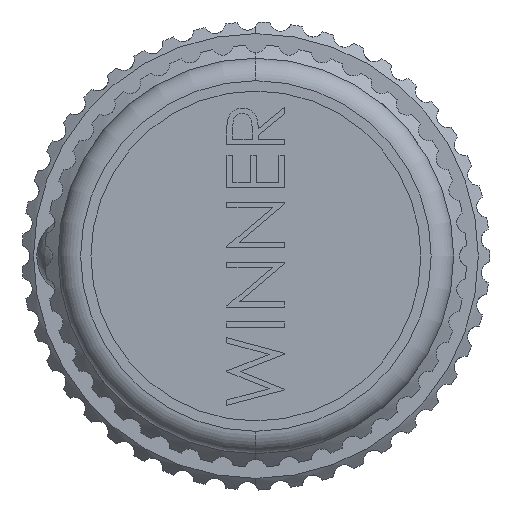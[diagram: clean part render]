
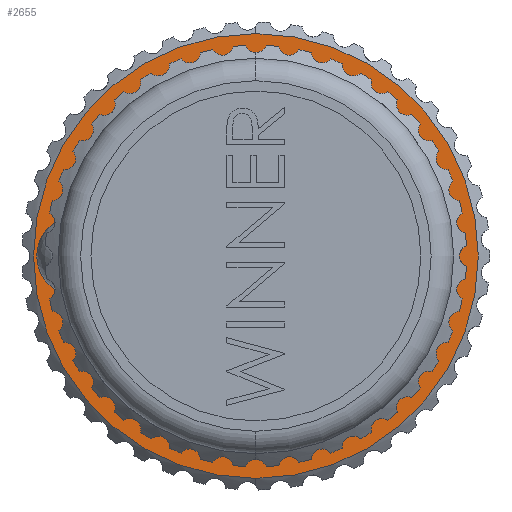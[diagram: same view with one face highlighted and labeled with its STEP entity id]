
A CAD part, left-side view. The second image highlights one B-rep face of the part: STEP entity #2655.
In plain terms, the highlighted planar face has unit normal (-1, 0, 0).
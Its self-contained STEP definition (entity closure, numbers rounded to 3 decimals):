
#65 = CARTESIAN_POINT ( 'NONE',  ( -61.2, 3.868, -2.055 ) ) ;
#513 = AXIS2_PLACEMENT_3D ( 'NONE', #17804, #19785, #8003 ) ;
#1180 = CARTESIAN_POINT ( 'NONE',  ( -61.2, -4.606, -0.063 ) ) ;
#1264 = CARTESIAN_POINT ( 'NONE',  ( -61.2, -1.311, 4.01 ) ) ;
#1918 = CARTESIAN_POINT ( 'NONE',  ( -61.2, 3.651, -2.469 ) ) ;
#2169 = CARTESIAN_POINT ( 'NONE',  ( -61.2, 2.42, 3.153 ) ) ;
#2519 = VERTEX_POINT ( 'NONE', #8459 ) ;
#2546 = CIRCLE ( 'NONE', #513, 4.7 ) ;
#2655 = ADVANCED_FACE ( 'NONE', ( #7280, #4782 ), #13008, .F. ) ;
#3236 = CARTESIAN_POINT ( 'NONE',  ( -61.2, -4.558, -1. ) ) ;
#3319 = CARTESIAN_POINT ( 'NONE',  ( -61.2, -2.589, 3.455 ) ) ;
#3403 = CARTESIAN_POINT ( 'NONE',  ( -61.2, 0.539, 4.058 ) ) ;
#3426 = EDGE_CURVE ( 'NONE', #7222, #25158, #13414, .T. ) ;
#3489 = CARTESIAN_POINT ( 'NONE',  ( -61.2, -0.157, 4.137 ) ) ;
#3493 = CARTESIAN_POINT ( 'NONE',  ( -61.2, 0.684, -4.601 ) ) ;
#3638 = EDGE_CURVE ( 'NONE', #2519, #9578, #20805, .T. ) ;
#3857 = DIRECTION ( 'NONE',  ( -1., 0., 0. ) ) ;
#3899 = CARTESIAN_POINT ( 'NONE',  ( -61.2, 4.16, -1.162 ) ) ;
#4065 = CARTESIAN_POINT ( 'NONE',  ( -61.2, 3.959, -1.84 ) ) ;
#4152 = CARTESIAN_POINT ( 'NONE',  ( -61.2, 4.23, -0.699 ) ) ;
#4305 = EDGE_CURVE ( 'NONE', #25158, #21615, #12086, .T. ) ;
#4782 = FACE_BOUND ( 'NONE', #22280, .T. ) ;
#5197 = CARTESIAN_POINT ( 'NONE',  ( -61.2, -1.539, 3.946 ) ) ;
#5455 = CARTESIAN_POINT ( 'NONE',  ( -61.2, -3.762, 2.328 ) ) ;
#5806 = CARTESIAN_POINT ( 'NONE',  ( -61.2, 3.527, -2.669 ) ) ;
#5882 = CARTESIAN_POINT ( 'NONE',  ( -61.2, 3.805, 1.585 ) ) ;
#6056 = CARTESIAN_POINT ( 'NONE',  ( -61.2, 4.246, -0.466 ) ) ;
#6133 = CARTESIAN_POINT ( 'NONE',  ( -61.2, 4.106, -1.393 ) ) ;
#7110 = CARTESIAN_POINT ( 'NONE',  ( -61.2, -4.011, 1.933 ) ) ;
#7132 = DIRECTION ( 'NONE',  ( 1., 0., 0. ) ) ;
#7222 = VERTEX_POINT ( 'NONE', #14304 ) ;
#7280 = FACE_OUTER_BOUND ( 'NONE', #23662, .T. ) ;
#7702 = CARTESIAN_POINT ( 'NONE',  ( -61.2, -0.245, -4.694 ) ) ;
#7790 = CARTESIAN_POINT ( 'NONE',  ( -61.2, 4.128, 0.701 ) ) ;
#7873 = CARTESIAN_POINT ( 'NONE',  ( -61.2, 2.214, 3.271 ) ) ;
#7962 = CARTESIAN_POINT ( 'NONE',  ( -61.2, 4.214, 0.241 ) ) ;
#8003 = DIRECTION ( 'NONE',  ( 0., 0., -1. ) ) ;
#8406 = AXIS2_PLACEMENT_3D ( 'NONE', #18843, #7132, #24642 ) ;
#8459 = CARTESIAN_POINT ( 'NONE',  ( -61.2, 0., -15.3 ) ) ;
#8720 = ORIENTED_EDGE ( 'NONE', *, *, #4305, .T. ) ;
#9267 = CARTESIAN_POINT ( 'NONE',  ( -61.2, 1.209, 3.86 ) ) ;
#9558 = DIRECTION ( 'NONE',  ( 0., 0., 1. ) ) ;
#9578 = VERTEX_POINT ( 'NONE', #19859 ) ;
#10568 = AXIS2_PLACEMENT_3D ( 'NONE', #19365, #3857, #9558 ) ;
#10617 = CARTESIAN_POINT ( 'NONE',  ( -61.2, -4.465, -1.454 ) ) ;
#10975 = ORIENTED_EDGE ( 'NONE', *, *, #21360, .T. ) ;
#11081 = CARTESIAN_POINT ( 'NONE',  ( -61.2, -3.313, 2.866 ) ) ;
#11165 = CARTESIAN_POINT ( 'NONE',  ( -61.2, 0.765, 4.006 ) ) ;
#11257 = CARTESIAN_POINT ( 'NONE',  ( -61.2, -3.621, 2.518 ) ) ;
#11342 = CARTESIAN_POINT ( 'NONE',  ( -61.2, 1.426, 3.766 ) ) ;
#11679 = CARTESIAN_POINT ( 'NONE',  ( -61.2, -0.011, -4.692 ) ) ;
#11765 = CARTESIAN_POINT ( 'NONE',  ( -61.2, 1.586, -4.329 ) ) ;
#12012 = CARTESIAN_POINT ( 'NONE',  ( -61.2, 3.905, 1.368 ) ) ;
#12086 = B_SPLINE_CURVE_WITH_KNOTS ( 'NONE', 3,
 ( #22922, #24800, #17006, #11342, #9267, #11165, #3403, #17174, #3489, #24715, #15289, #1264, #5197, #17250, #15129, #3319, #15048, #18909, #11081, #11257, #5455, #7110, #19235, #12988, #20884, #21227, #1180, #3236, #10617, #24344 ),
 .UNSPECIFIED., .F., .F.,
 ( 4, 2, 2, 2, 2, 2, 2, 2, 2, 2, 2, 2, 2, 2, 4 ),
 ( 0., 0.001, 0.001, 0.002, 0.003, 0.003, 0.004, 0.005, 0.006, 0.006, 0.007, 0.008, 0.008, 0.01, 0.011 ),
 .UNSPECIFIED. ) ;
#12988 = CARTESIAN_POINT ( 'NONE',  ( -61.2, -4.304, 1.301 ) ) ;
#13008 = PLANE ( 'NONE',  #8406 ) ;
#13414 = B_SPLINE_CURVE_WITH_KNOTS ( 'NONE', 3,
 ( #7702, #11679, #15211, #3493, #25452, #11765, #13754, #23747, #23659, #5806, #1918, #65, #4065, #6133, #3899, #4152, #6056, #14010, #7962, #7790, #21551, #12012, #5882, #17927, #21712, #23581, #19826, #19658, #2169, #7873 ),
 .UNSPECIFIED., .F., .F.,
 ( 4, 2, 2, 2, 2, 2, 2, 2, 2, 2, 2, 2, 2, 2, 4 ),
 ( 0., 0.001, 0.002, 0.003, 0.005, 0.005, 0.006, 0.007, 0.007, 0.008, 0.009, 0.009, 0.01, 0.011, 0.012 ),
 .UNSPECIFIED. ) ;
#13478 = DIRECTION ( 'NONE',  ( -1., 0., 0. ) ) ;
#13754 = CARTESIAN_POINT ( 'NONE',  ( -61.2, 2.005, -4.119 ) ) ;
#13774 = ORIENTED_EDGE ( 'NONE', *, *, #14415, .F. ) ;
#14010 = CARTESIAN_POINT ( 'NONE',  ( -61.2, 4.238, 0.004 ) ) ;
#14304 = CARTESIAN_POINT ( 'NONE',  ( -61.2, -0.245, -4.694 ) ) ;
#14415 = EDGE_CURVE ( 'NONE', #7222, #21615, #2546, .T. ) ;
#14915 = CIRCLE ( 'NONE', #10568, 15.3 ) ;
#15017 = CARTESIAN_POINT ( 'NONE',  ( -61.2, 0., 0. ) ) ;
#15048 = CARTESIAN_POINT ( 'NONE',  ( -61.2, -2.784, 3.321 ) ) ;
#15129 = CARTESIAN_POINT ( 'NONE',  ( -61.2, -2.186, 3.685 ) ) ;
#15211 = CARTESIAN_POINT ( 'NONE',  ( -61.2, 0.222, -4.674 ) ) ;
#15289 = CARTESIAN_POINT ( 'NONE',  ( -61.2, -0.854, 4.098 ) ) ;
#16503 = CARTESIAN_POINT ( 'NONE',  ( -61.2, -4.302, -1.894 ) ) ;
#17006 = CARTESIAN_POINT ( 'NONE',  ( -61.2, 1.835, 3.545 ) ) ;
#17174 = CARTESIAN_POINT ( 'NONE',  ( -61.2, 0.079, 4.124 ) ) ;
#17250 = CARTESIAN_POINT ( 'NONE',  ( -61.2, -1.976, 3.784 ) ) ;
#17804 = CARTESIAN_POINT ( 'NONE',  ( -61.2, 0., 0. ) ) ;
#17927 = CARTESIAN_POINT ( 'NONE',  ( -61.2, 3.573, 1.992 ) ) ;
#17953 = CARTESIAN_POINT ( 'NONE',  ( -61.2, 2.214, 3.271 ) ) ;
#18843 = CARTESIAN_POINT ( 'NONE',  ( -61.2, 2.986, 0. ) ) ;
#18909 = CARTESIAN_POINT ( 'NONE',  ( -61.2, -3.146, 3.026 ) ) ;
#19235 = CARTESIAN_POINT ( 'NONE',  ( -61.2, -4.119, 1.728 ) ) ;
#19365 = CARTESIAN_POINT ( 'NONE',  ( -61.2, 0., 0. ) ) ;
#19658 = CARTESIAN_POINT ( 'NONE',  ( -61.2, 2.613, 3.019 ) ) ;
#19785 = DIRECTION ( 'NONE',  ( -1., 0., 0. ) ) ;
#19826 = CARTESIAN_POINT ( 'NONE',  ( -61.2, 2.973, 2.716 ) ) ;
#19859 = CARTESIAN_POINT ( 'NONE',  ( -61.2, 0., 15.3 ) ) ;
#20805 = CIRCLE ( 'NONE', #20937, 15.3 ) ;
#20884 = CARTESIAN_POINT ( 'NONE',  ( -61.2, -4.381, 1.078 ) ) ;
#20937 = AXIS2_PLACEMENT_3D ( 'NONE', #15017, #13478, #25174 ) ;
#21227 = CARTESIAN_POINT ( 'NONE',  ( -61.2, -4.558, 0.4 ) ) ;
#21360 = EDGE_CURVE ( 'NONE', #9578, #2519, #14915, .T. ) ;
#21551 = CARTESIAN_POINT ( 'NONE',  ( -61.2, 4.066, 0.927 ) ) ;
#21615 = VERTEX_POINT ( 'NONE', #16503 ) ;
#21712 = CARTESIAN_POINT ( 'NONE',  ( -61.2, 3.441, 2.184 ) ) ;
#22280 = EDGE_LOOP ( 'NONE', ( #13774, #23154, #8720 ) ) ;
#22922 = CARTESIAN_POINT ( 'NONE',  ( -61.2, 2.214, 3.271 ) ) ;
#23154 = ORIENTED_EDGE ( 'NONE', *, *, #3426, .T. ) ;
#23443 = ORIENTED_EDGE ( 'NONE', *, *, #3638, .T. ) ;
#23581 = CARTESIAN_POINT ( 'NONE',  ( -61.2, 3.142, 2.546 ) ) ;
#23659 = CARTESIAN_POINT ( 'NONE',  ( -61.2, 3.105, -3.239 ) ) ;
#23662 = EDGE_LOOP ( 'NONE', ( #23443, #10975 ) ) ;
#23747 = CARTESIAN_POINT ( 'NONE',  ( -61.2, 2.773, -3.567 ) ) ;
#24344 = CARTESIAN_POINT ( 'NONE',  ( -61.2, -4.302, -1.894 ) ) ;
#24642 = DIRECTION ( 'NONE',  ( 0., 0., -1. ) ) ;
#24715 = CARTESIAN_POINT ( 'NONE',  ( -61.2, -0.623, 4.124 ) ) ;
#24800 = CARTESIAN_POINT ( 'NONE',  ( -61.2, 2.03, 3.417 ) ) ;
#25158 = VERTEX_POINT ( 'NONE', #17953 ) ;
#25174 = DIRECTION ( 'NONE',  ( 0., 0., 1. ) ) ;
#25452 = CARTESIAN_POINT ( 'NONE',  ( -61.2, 0.915, -4.546 ) ) ;
